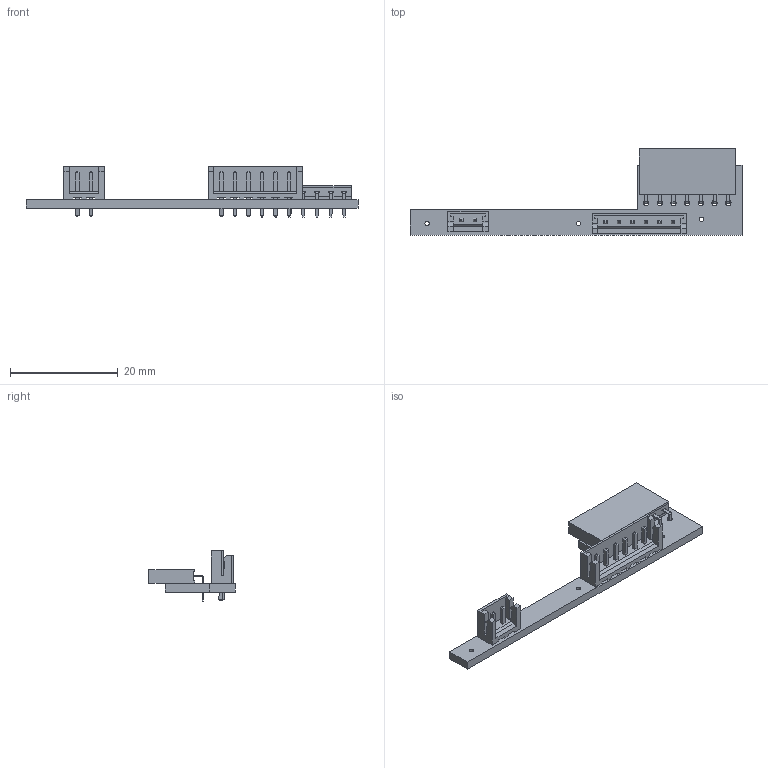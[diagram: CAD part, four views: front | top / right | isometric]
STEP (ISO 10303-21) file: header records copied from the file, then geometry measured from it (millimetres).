
FILE_DESCRIPTION(('KiCad electronic assembly'),'2;1');
FILE_NAME('connector_pcb.step','2021-11-06T15:18:34',('An Author'),( 'A Company'),'Open CASCADE STEP processor 6.9', 'KiCad to STEP converter','Unknown');
FILE_SCHEMA(('AUTOMOTIVE_DESIGN { 1 0 10303 214 1 1 1 1 }'));
Length unit declared in the file: millimetre
Products named in the file (8): Open CASCADE STEP translator 6.9 1; JST_EH_B6B-EH-A_1x06_P2.50mm_Vertical; SOLID; PinSocket_1x07_P2.54mm_Horizontal; JST_EH_B2B-EH-A_1x02_P2.50mm_Vertical; COMPOUND
Assembly tree (7 placements, depth 3):
  Open CASCADE STEP translator 6.9 1
    JST_EH_B6B-EH-A_1x06_P2.50mm_Vertical
      SOLID
    PinSocket_1x07_P2.54mm_Horizontal
      SOLID
    JST_EH_B2B-EH-A_1x02_P2.50mm_Vertical
      SOLID
    COMPOUND
Bounding box: 61.59 x 16 x 9.3 mm (x, y, z)
Volume: 1296.1 mm3; surface area: 2653.9 mm2
Topology: 4 solids, 4 shells, 533 faces, 1388 edges, 900 vertices
Faces by surface type: plane 501, cylinder 32
Full cylindrical faces by diameter (mm): 0.8 x3, 0.95 x6, 1 x9
Entity records: 37801 total; most frequent: CARTESIAN_POINT 5689, DIRECTION 5296, LINE 4036, VECTOR 4036, ORIENTED_EDGE 2776, PCURVE 2776, DEFINITIONAL_REPRESENTATION 2776, EDGE_CURVE 1388
